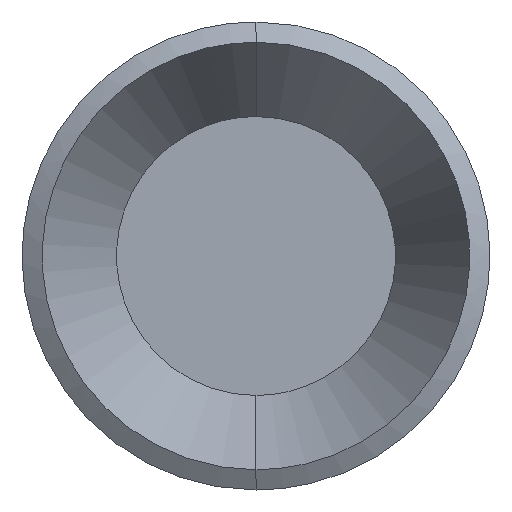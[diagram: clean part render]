
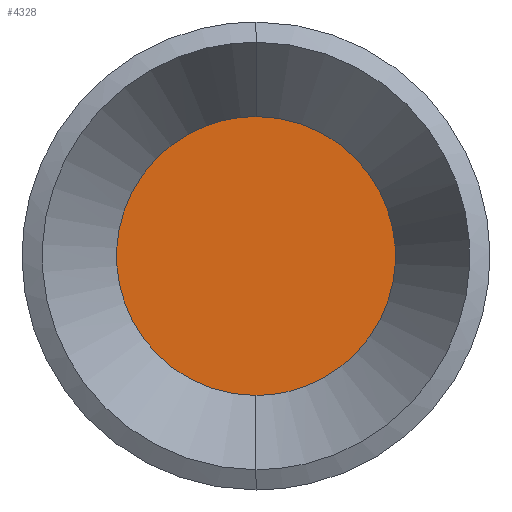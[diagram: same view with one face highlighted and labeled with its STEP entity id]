
A CAD part, front view. The second image highlights one B-rep face of the part: STEP entity #4328.
In plain terms, the highlighted free-form (B-spline) face has degree [1, 1] with [2, 2] control points.
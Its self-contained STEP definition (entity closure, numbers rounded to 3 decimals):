
#4093 = VERTEX_POINT('',#4094);
#4094 = CARTESIAN_POINT('',(0.,0.,-5.449));
#4108 = VERTEX_POINT('',#4109);
#4109 = CARTESIAN_POINT('',(0.,0.,5.449));
#4114 = EDGE_CURVE('',#4093,#4108,#4115,.T.);
#4115 = ( BOUNDED_CURVE() B_SPLINE_CURVE(2,(#4116,#4117,#4118,#4119,
#4120),.UNSPECIFIED.,.F.,.F.) B_SPLINE_CURVE_WITH_KNOTS((3,2,3),(
    3.142,4.712,6.283),
.PIECEWISE_BEZIER_KNOTS.) CURVE() GEOMETRIC_REPRESENTATION_ITEM() 
RATIONAL_B_SPLINE_CURVE((1.,0.707,1.,0.707,1.)) 
REPRESENTATION_ITEM('') );
#4116 = CARTESIAN_POINT('',(0.,0.,-5.449));
#4117 = CARTESIAN_POINT('',(-5.449,0.,-5.449));
#4118 = CARTESIAN_POINT('',(-5.449,0.,0.));
#4119 = CARTESIAN_POINT('',(-5.449,0.,5.449));
#4120 = CARTESIAN_POINT('',(0.,0.,5.449));
#4328 = ADVANCED_FACE('',(#4329),#4340,.F.);
#4329 = FACE_BOUND('',#4330,.T.);
#4330 = EDGE_LOOP('',(#4331,#4332));
#4331 = ORIENTED_EDGE('',*,*,#4114,.F.);
#4332 = ORIENTED_EDGE('',*,*,#4333,.F.);
#4333 = EDGE_CURVE('',#4108,#4093,#4334,.T.);
#4334 = ( BOUNDED_CURVE() B_SPLINE_CURVE(2,(#4335,#4336,#4337,#4338,
#4339),.UNSPECIFIED.,.F.,.F.) B_SPLINE_CURVE_WITH_KNOTS((3,2,3),(0.,
1.571,3.142),.PIECEWISE_BEZIER_KNOTS.) CURVE() 
GEOMETRIC_REPRESENTATION_ITEM() RATIONAL_B_SPLINE_CURVE((1.,
0.707,1.,0.707,1.)) REPRESENTATION_ITEM('') );
#4335 = CARTESIAN_POINT('',(0.,0.,5.449));
#4336 = CARTESIAN_POINT('',(5.449,0.,5.449));
#4337 = CARTESIAN_POINT('',(5.449,0.,0.));
#4338 = CARTESIAN_POINT('',(5.449,0.,-5.449));
#4339 = CARTESIAN_POINT('',(0.,0.,-5.449));
#4340 = B_SPLINE_SURFACE_WITH_KNOTS('',1,1,(
    (#4341,#4342)
    ,(#4343,#4344
    )),.UNSPECIFIED.,.F.,.F.,.F.,(2,2),(2,2),(-5.959,
    5.959),(-5.959,5.959),
  .PIECEWISE_BEZIER_KNOTS.);
#4341 = CARTESIAN_POINT('',(-5.449,0.,-5.449));
#4342 = CARTESIAN_POINT('',(5.449,0.,-5.449));
#4343 = CARTESIAN_POINT('',(-5.449,0.,5.449));
#4344 = CARTESIAN_POINT('',(5.449,0.,5.449));
